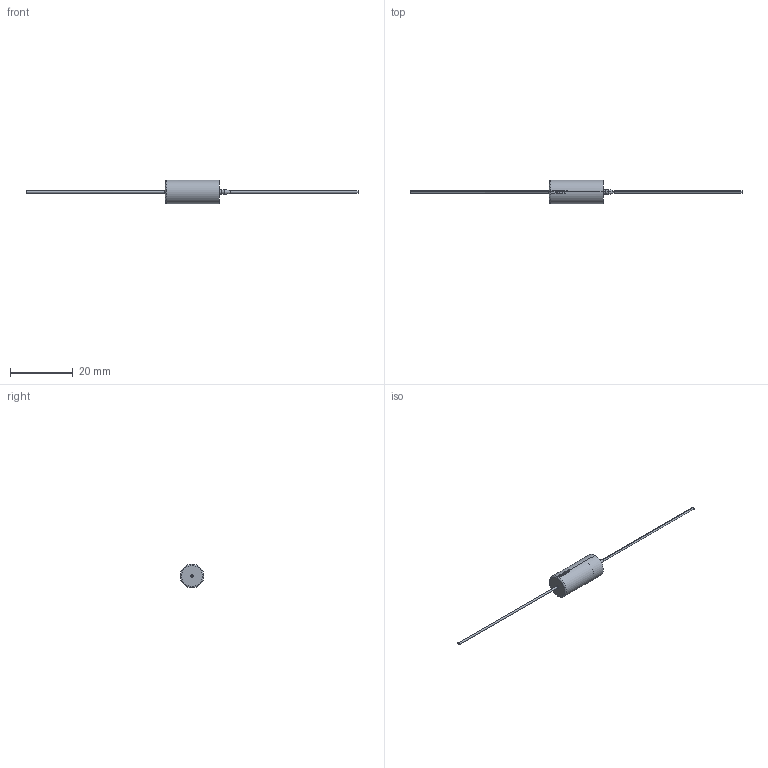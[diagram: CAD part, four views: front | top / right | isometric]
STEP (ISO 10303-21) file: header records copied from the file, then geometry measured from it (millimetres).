
FILE_DESCRIPTION (( 'STEP AP214' ), '1' );
FILE_NAME ('CTAM_NOG_B_D7.5L17.3L220.88LL44.45F0.69.STEP', '2020-06-10T17:58:19', ( '' ), ( '' ), 'SwSTEP 2.0', 'SolidWorks 2014', '' );
FILE_SCHEMA (( 'AUTOMOTIVE_DESIGN' ));
Length unit declared in the file: millimetre
Products named in the file (1): CTAM_NOG_B_D7.5L17.3L220.88LL44.45F0.69
Bounding box: 106.2 x 7.5 x 7.5 mm (x, y, z)
Volume: 628.9 mm3; surface area: 800.9 mm2
Topology: 1 solids, 1 shells, 98 faces, 265 edges, 174 vertices
Faces by surface type: bspline 31, cylinder 30, plane 29, cone 6, torus 2
Entity records: 4088 total; most frequent: CARTESIAN_POINT 1158, ORIENTED_EDGE 530, DIRECTION 282, EDGE_CURVE 265, VERTEX_POINT 174, B_SPLINE_CURVE_WITH_KNOTS 151, EDGE_LOOP 103, AXIS2_PLACEMENT_3D 100
